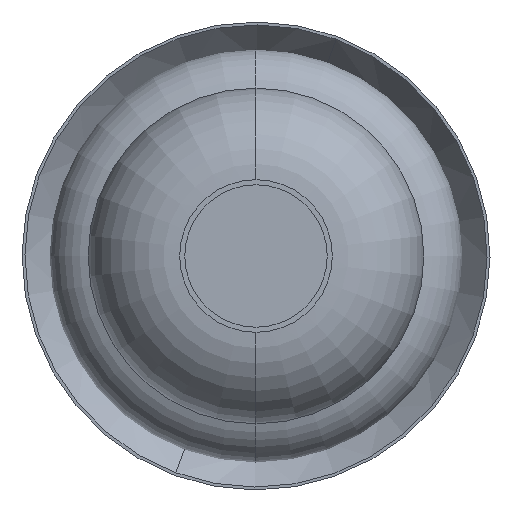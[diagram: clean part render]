
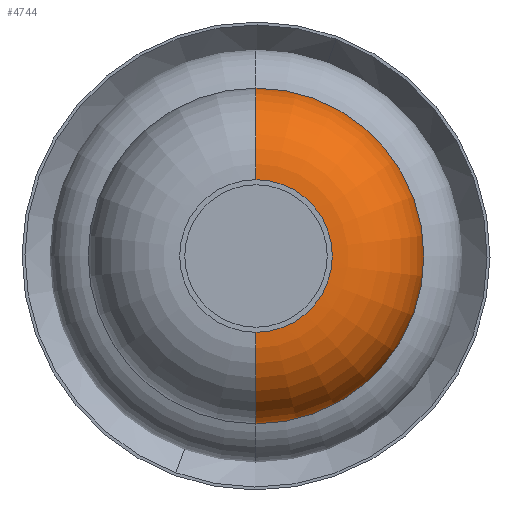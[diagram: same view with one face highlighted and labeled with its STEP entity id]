
A CAD part, front view. The second image highlights one B-rep face of the part: STEP entity #4744.
In plain terms, the highlighted toroidal (fillet/blend) face has major radius 0.375 mm and minor radius 0.45 mm.
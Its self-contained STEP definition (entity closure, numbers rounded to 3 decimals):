
#129 = CIRCLE ( 'NONE', #1311, 0.45 ) ;
#196 = CARTESIAN_POINT ( 'NONE',  ( 0., -24., 0.375 ) ) ;
#259 = ORIENTED_EDGE ( 'NONE', *, *, #3912, .T. ) ;
#292 = DIRECTION ( 'NONE',  ( 0., 1., 0. ) ) ;
#416 = DIRECTION ( 'NONE',  ( 0., 0., -1. ) ) ;
#450 = CARTESIAN_POINT ( 'NONE',  ( 0., -23.55, 0.825 ) ) ;
#654 = EDGE_CURVE ( 'NONE', #4737, #4188, #2229, .T. ) ;
#661 = DIRECTION ( 'NONE',  ( 0., 0., 1. ) ) ;
#742 = EDGE_LOOP ( 'NONE', ( #5181, #259, #1376, #3805 ) ) ;
#822 = CARTESIAN_POINT ( 'NONE',  ( 0., -24., 0. ) ) ;
#1001 = DIRECTION ( 'NONE',  ( 0., 1., 0. ) ) ;
#1277 = TOROIDAL_SURFACE ( 'NONE', #2408, 0.375, 0.45 ) ;
#1311 = AXIS2_PLACEMENT_3D ( 'NONE', #4056, #4455, #416 ) ;
#1376 = ORIENTED_EDGE ( 'NONE', *, *, #2979, .F. ) ;
#1679 = AXIS2_PLACEMENT_3D ( 'NONE', #4364, #4327, #661 ) ;
#1828 = AXIS2_PLACEMENT_3D ( 'NONE', #822, #3662, #4050 ) ;
#1870 = DIRECTION ( 'NONE',  ( 0., 0., 1. ) ) ;
#1930 = DIRECTION ( 'NONE',  ( 0., 0., 1. ) ) ;
#2000 = CIRCLE ( 'NONE', #1679, 0.45 ) ;
#2004 = CIRCLE ( 'NONE', #4211, 0.825 ) ;
#2188 = EDGE_CURVE ( 'NONE', #4737, #3562, #2000, .T. ) ;
#2229 = CIRCLE ( 'NONE', #1828, 0.375 ) ;
#2408 = AXIS2_PLACEMENT_3D ( 'NONE', #4273, #1001, #1870 ) ;
#2629 = FACE_OUTER_BOUND ( 'NONE', #742, .T. ) ;
#2728 = CARTESIAN_POINT ( 'NONE',  ( 0., -23.55, 0. ) ) ;
#2943 = VERTEX_POINT ( 'NONE', #3830 ) ;
#2979 = EDGE_CURVE ( 'NONE', #3562, #2943, #2004, .T. ) ;
#3562 = VERTEX_POINT ( 'NONE', #450 ) ;
#3662 = DIRECTION ( 'NONE',  ( 0., 1., 0. ) ) ;
#3805 = ORIENTED_EDGE ( 'NONE', *, *, #2188, .F. ) ;
#3830 = CARTESIAN_POINT ( 'NONE',  ( 0., -23.55, -0.825 ) ) ;
#3912 = EDGE_CURVE ( 'NONE', #4188, #2943, #129, .T. ) ;
#4050 = DIRECTION ( 'NONE',  ( 0., 0., 1. ) ) ;
#4056 = CARTESIAN_POINT ( 'NONE',  ( 0., -23.55, -0.375 ) ) ;
#4188 = VERTEX_POINT ( 'NONE', #5033 ) ;
#4211 = AXIS2_PLACEMENT_3D ( 'NONE', #2728, #292, #1930 ) ;
#4273 = CARTESIAN_POINT ( 'NONE',  ( 0., -23.55, 0. ) ) ;
#4327 = DIRECTION ( 'NONE',  ( -1., 0., 0. ) ) ;
#4364 = CARTESIAN_POINT ( 'NONE',  ( 0., -23.55, 0.375 ) ) ;
#4455 = DIRECTION ( 'NONE',  ( 1., 0., 0. ) ) ;
#4737 = VERTEX_POINT ( 'NONE', #196 ) ;
#4744 = ADVANCED_FACE ( 'NONE', ( #2629 ), #1277, .T. ) ;
#5033 = CARTESIAN_POINT ( 'NONE',  ( 0., -24., -0.375 ) ) ;
#5181 = ORIENTED_EDGE ( 'NONE', *, *, #654, .T. ) ;
